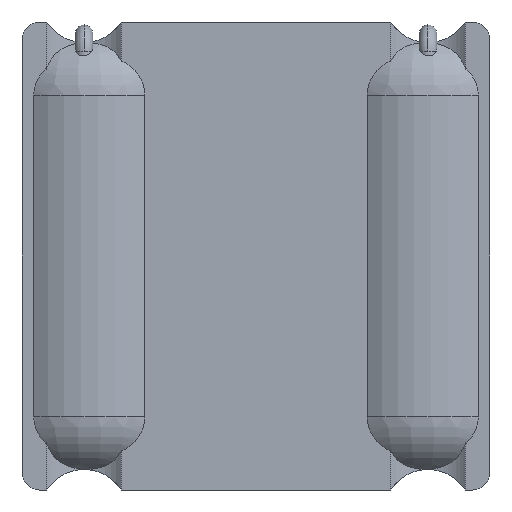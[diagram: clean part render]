
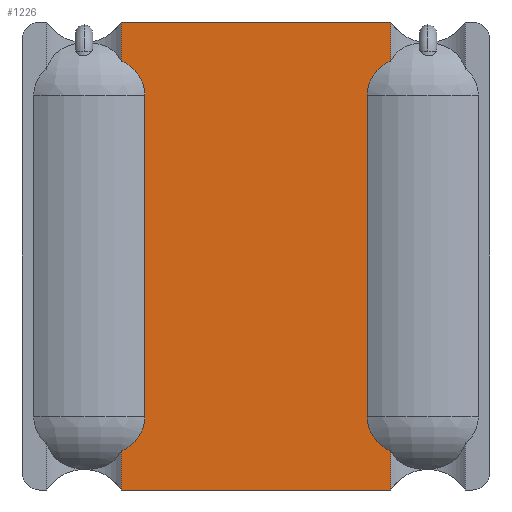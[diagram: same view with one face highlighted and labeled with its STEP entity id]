
A CAD part, front view. The second image highlights one B-rep face of the part: STEP entity #1226.
In plain terms, the highlighted planar face has unit normal (0, -1, 0).
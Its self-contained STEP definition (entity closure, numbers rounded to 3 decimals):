
#7 = VERTEX_POINT ( 'NONE', #3070 ) ;
#67 = DIRECTION ( 'NONE',  ( -1., 0., 0. ) ) ;
#567 = AXIS2_PLACEMENT_3D ( 'NONE', #2097, #2595, #946 ) ;
#577 = LINE ( 'NONE', #2524, #1088 ) ;
#696 = VERTEX_POINT ( 'NONE', #1200 ) ;
#840 = ORIENTED_EDGE ( 'NONE', *, *, #1158, .T. ) ;
#894 = EDGE_LOOP ( 'NONE', ( #1104, #1082, #3048, #840 ) ) ;
#946 = DIRECTION ( 'NONE',  ( 0., 0., -1. ) ) ;
#1073 = LINE ( 'NONE', #3027, #1619 ) ;
#1082 = ORIENTED_EDGE ( 'NONE', *, *, #1896, .T. ) ;
#1088 = VECTOR ( 'NONE', #1796, 1000. ) ;
#1104 = ORIENTED_EDGE ( 'NONE', *, *, #2729, .T. ) ;
#1158 = EDGE_CURVE ( 'NONE', #2418, #696, #577, .T. ) ;
#1200 = CARTESIAN_POINT ( 'NONE',  ( 1.153, 0.15, 2. ) ) ;
#1226 = ADVANCED_FACE ( 'NONE', ( #3086 ), #2357, .F. ) ;
#1246 = LINE ( 'NONE', #2229, #1439 ) ;
#1439 = VECTOR ( 'NONE', #1980, 1000. ) ;
#1570 = CARTESIAN_POINT ( 'NONE',  ( -1.153, 0.15, 2. ) ) ;
#1619 = VECTOR ( 'NONE', #1809, 1000. ) ;
#1796 = DIRECTION ( 'NONE',  ( 0., 0., 1. ) ) ;
#1809 = DIRECTION ( 'NONE',  ( -1., 0., 0. ) ) ;
#1896 = EDGE_CURVE ( 'NONE', #2060, #7, #1246, .T. ) ;
#1906 = CARTESIAN_POINT ( 'NONE',  ( 1.153, 0.15, -2. ) ) ;
#1980 = DIRECTION ( 'NONE',  ( 0., 0., -1. ) ) ;
#1992 = CARTESIAN_POINT ( 'NONE',  ( 0., 0.15, 2. ) ) ;
#2060 = VERTEX_POINT ( 'NONE', #1570 ) ;
#2097 = CARTESIAN_POINT ( 'NONE',  ( 0., 0.15, 0. ) ) ;
#2229 = CARTESIAN_POINT ( 'NONE',  ( -1.153, 0.15, 0. ) ) ;
#2357 = PLANE ( 'NONE',  #567 ) ;
#2418 = VERTEX_POINT ( 'NONE', #1906 ) ;
#2479 = LINE ( 'NONE', #1992, #2543 ) ;
#2524 = CARTESIAN_POINT ( 'NONE',  ( 1.153, 0.15, 0. ) ) ;
#2543 = VECTOR ( 'NONE', #67, 1000. ) ;
#2595 = DIRECTION ( 'NONE',  ( 0., 1., 0. ) ) ;
#2598 = EDGE_CURVE ( 'NONE', #2418, #7, #1073, .T. ) ;
#2729 = EDGE_CURVE ( 'NONE', #696, #2060, #2479, .T. ) ;
#3027 = CARTESIAN_POINT ( 'NONE',  ( 0., 0.15, -2. ) ) ;
#3048 = ORIENTED_EDGE ( 'NONE', *, *, #2598, .F. ) ;
#3070 = CARTESIAN_POINT ( 'NONE',  ( -1.153, 0.15, -2. ) ) ;
#3086 = FACE_OUTER_BOUND ( 'NONE', #894, .T. ) ;
